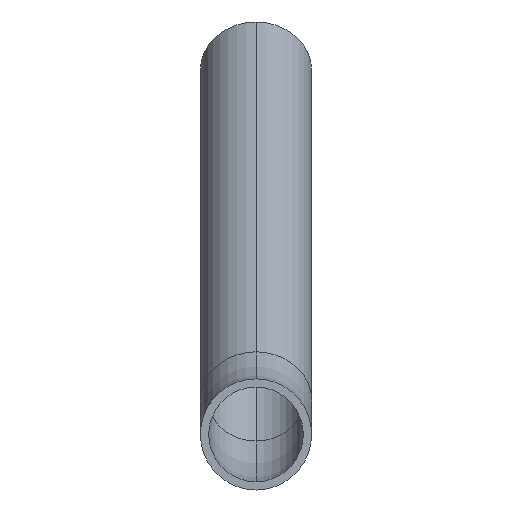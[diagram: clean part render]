
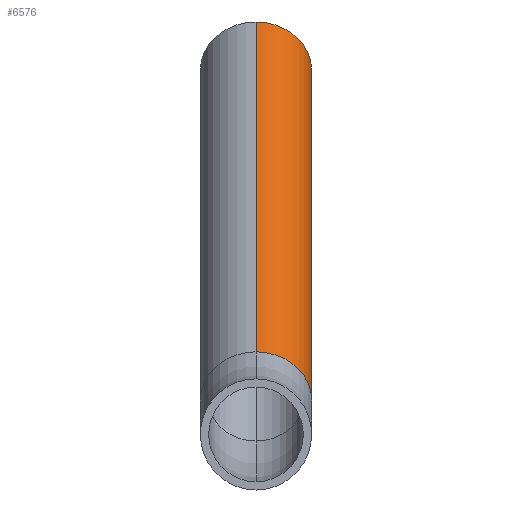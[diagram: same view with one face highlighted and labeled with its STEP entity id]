
A CAD part, front view. The second image highlights one B-rep face of the part: STEP entity #6576.
In plain terms, the highlighted cylindrical face has radius 16.85 mm (diameter 33.7 mm), a partial arc.
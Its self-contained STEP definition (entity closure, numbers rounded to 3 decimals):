
#56 = EDGE_LOOP ( 'NONE', ( #10862, #4067, #6885, #2541 ) ) ;
#126 = CIRCLE ( 'NONE', #6919, 16.85 ) ;
#356 = CARTESIAN_POINT ( 'NONE',  ( 0., 230.575, 25.043 ) ) ;
#671 = CARTESIAN_POINT ( 'NONE',  ( 0., 403.78, 125.043 ) ) ;
#770 = DIRECTION ( 'NONE',  ( 0., -0.5, 0.866 ) ) ;
#854 = VECTOR ( 'NONE', #2312, 1000. ) ;
#1642 = DIRECTION ( 'NONE',  ( 0., -0.5, 0.866 ) ) ;
#2312 = DIRECTION ( 'NONE',  ( 0., 0.866, 0.5 ) ) ;
#2541 = ORIENTED_EDGE ( 'NONE', *, *, #4176, .F. ) ;
#2586 = AXIS2_PLACEMENT_3D ( 'NONE', #9531, #6909, #1642 ) ;
#2968 = CARTESIAN_POINT ( 'NONE',  ( 0., 239., 10.45 ) ) ;
#3417 = CARTESIAN_POINT ( 'NONE',  ( 0., 230.575, 25.043 ) ) ;
#3781 = CYLINDRICAL_SURFACE ( 'NONE', #4331, 16.85 ) ;
#4067 = ORIENTED_EDGE ( 'NONE', *, *, #10464, .T. ) ;
#4176 = EDGE_CURVE ( 'NONE', #10542, #11068, #7537, .T. ) ;
#4331 = AXIS2_PLACEMENT_3D ( 'NONE', #8638, #8599, #770 ) ;
#5132 = LINE ( 'NONE', #8706, #6521 ) ;
#5656 = DIRECTION ( 'NONE',  ( 0., 0.866, 0.5 ) ) ;
#6521 = VECTOR ( 'NONE', #9637, 1000. ) ;
#6576 = ADVANCED_FACE ( 'NONE', ( #10269 ), #3781, .T. ) ;
#6885 = ORIENTED_EDGE ( 'NONE', *, *, #9858, .F. ) ;
#6909 = DIRECTION ( 'NONE',  ( 0., 0.866, 0.5 ) ) ;
#6919 = AXIS2_PLACEMENT_3D ( 'NONE', #2968, #5656, #10076 ) ;
#7266 = EDGE_CURVE ( 'NONE', #10542, #11383, #126, .T. ) ;
#7537 = LINE ( 'NONE', #356, #854 ) ;
#7677 = CARTESIAN_POINT ( 'NONE',  ( 0., 247.425, -4.143 ) ) ;
#8127 = CARTESIAN_POINT ( 'NONE',  ( 0., 420.63, 95.857 ) ) ;
#8599 = DIRECTION ( 'NONE',  ( 0., 0.866, 0.5 ) ) ;
#8638 = CARTESIAN_POINT ( 'NONE',  ( 0., 239., 10.45 ) ) ;
#8706 = CARTESIAN_POINT ( 'NONE',  ( 0., 247.425, -4.143 ) ) ;
#9531 = CARTESIAN_POINT ( 'NONE',  ( 0., 412.205, 110.45 ) ) ;
#9637 = DIRECTION ( 'NONE',  ( 0., 0.866, 0.5 ) ) ;
#9692 = CIRCLE ( 'NONE', #2586, 16.85 ) ;
#9858 = EDGE_CURVE ( 'NONE', #11068, #10818, #9692, .T. ) ;
#10076 = DIRECTION ( 'NONE',  ( 0., -0.5, 0.866 ) ) ;
#10269 = FACE_OUTER_BOUND ( 'NONE', #56, .T. ) ;
#10464 = EDGE_CURVE ( 'NONE', #11383, #10818, #5132, .T. ) ;
#10542 = VERTEX_POINT ( 'NONE', #3417 ) ;
#10818 = VERTEX_POINT ( 'NONE', #8127 ) ;
#10862 = ORIENTED_EDGE ( 'NONE', *, *, #7266, .T. ) ;
#11068 = VERTEX_POINT ( 'NONE', #671 ) ;
#11383 = VERTEX_POINT ( 'NONE', #7677 ) ;
